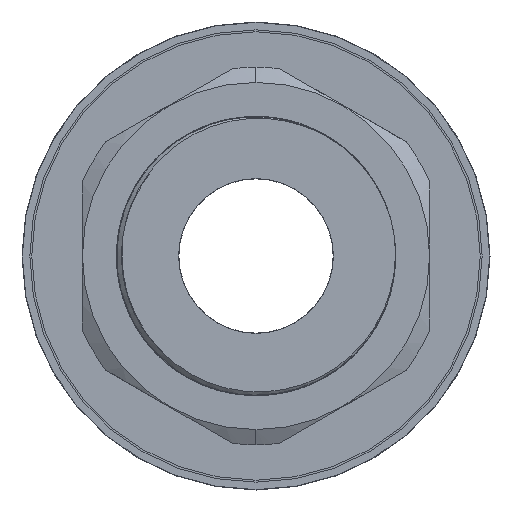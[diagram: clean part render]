
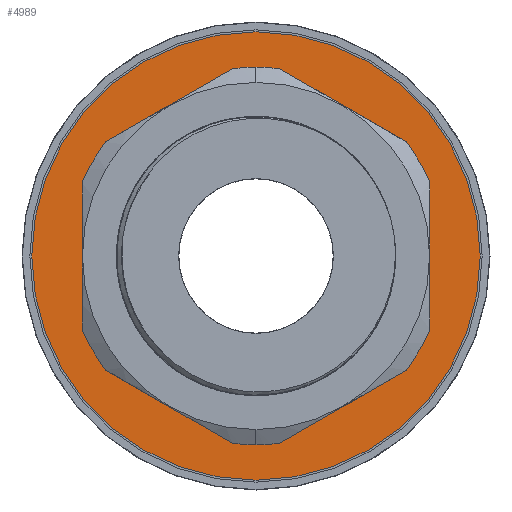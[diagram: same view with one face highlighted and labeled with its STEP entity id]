
A CAD part, front view. The second image highlights one B-rep face of the part: STEP entity #4989.
In plain terms, the highlighted planar face has unit normal (0, -1, 0).
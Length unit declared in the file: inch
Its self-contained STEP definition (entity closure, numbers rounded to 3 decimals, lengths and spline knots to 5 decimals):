
#95 = EDGE_LOOP ( 'NONE', ( #6587, #5538 ) ) ;
#117 = CARTESIAN_POINT ( 'NONE',  ( 0., -0.03937, -0.88583 ) ) ;
#692 = ORIENTED_EDGE ( 'NONE', *, *, #6315, .T. ) ;
#701 = VERTEX_POINT ( 'NONE', #5313 ) ;
#835 = CIRCLE ( 'NONE', #6826, 0.88583 ) ;
#878 = CARTESIAN_POINT ( 'NONE',  ( 0., -0.03937, 0.88583 ) ) ;
#1192 = DIRECTION ( 'NONE',  ( 0., 0., -1. ) ) ;
#1480 = DIRECTION ( 'NONE',  ( 0., -1., 0. ) ) ;
#2372 = DIRECTION ( 'NONE',  ( 0., -1., 0. ) ) ;
#2504 = AXIS2_PLACEMENT_3D ( 'NONE', #6351, #4952, #8219 ) ;
#2610 = VERTEX_POINT ( 'NONE', #117 ) ;
#3229 = AXIS2_PLACEMENT_3D ( 'NONE', #8828, #1480, #4757 ) ;
#3248 = DIRECTION ( 'NONE',  ( 0., 0., 1. ) ) ;
#3622 = EDGE_CURVE ( 'NONE', #701, #4044, #5247, .T. ) ;
#3738 = CIRCLE ( 'NONE', #5116, 1.16929 ) ;
#3936 = CARTESIAN_POINT ( 'NONE',  ( 0., -0.03937, 0. ) ) ;
#4012 = ORIENTED_EDGE ( 'NONE', *, *, #3622, .T. ) ;
#4044 = VERTEX_POINT ( 'NONE', #10512 ) ;
#4291 = EDGE_CURVE ( 'NONE', #9654, #2610, #9231, .T. ) ;
#4659 = EDGE_CURVE ( 'NONE', #2610, #9654, #835, .T. ) ;
#4757 = DIRECTION ( 'NONE',  ( 0., 0., -1. ) ) ;
#4952 = DIRECTION ( 'NONE',  ( 0., -1., 0. ) ) ;
#4989 = ADVANCED_FACE ( 'NONE', ( #8284, #5813 ), #7322, .F. ) ;
#5017 = CARTESIAN_POINT ( 'NONE',  ( -1.16929, -0.03937, 0. ) ) ;
#5116 = AXIS2_PLACEMENT_3D ( 'NONE', #3936, #2372, #5639 ) ;
#5247 = CIRCLE ( 'NONE', #2504, 1.16929 ) ;
#5313 = CARTESIAN_POINT ( 'NONE',  ( 0., -0.03937, -1.16929 ) ) ;
#5538 = ORIENTED_EDGE ( 'NONE', *, *, #4291, .F. ) ;
#5639 = DIRECTION ( 'NONE',  ( 0., 0., -1. ) ) ;
#5813 = FACE_OUTER_BOUND ( 'NONE', #8813, .T. ) ;
#6017 = DIRECTION ( 'NONE',  ( 0., -1., 0. ) ) ;
#6315 = EDGE_CURVE ( 'NONE', #4044, #701, #3738, .T. ) ;
#6351 = CARTESIAN_POINT ( 'NONE',  ( 0., -0.03937, 0. ) ) ;
#6522 = DIRECTION ( 'NONE',  ( 0., 1., 0. ) ) ;
#6587 = ORIENTED_EDGE ( 'NONE', *, *, #4659, .F. ) ;
#6826 = AXIS2_PLACEMENT_3D ( 'NONE', #8384, #6017, #1192 ) ;
#7322 = PLANE ( 'NONE',  #7355 ) ;
#7355 = AXIS2_PLACEMENT_3D ( 'NONE', #5017, #6522, #3248 ) ;
#8219 = DIRECTION ( 'NONE',  ( 0., 0., -1. ) ) ;
#8284 = FACE_BOUND ( 'NONE', #95, .T. ) ;
#8384 = CARTESIAN_POINT ( 'NONE',  ( 0., -0.03937, 0. ) ) ;
#8813 = EDGE_LOOP ( 'NONE', ( #4012, #692 ) ) ;
#8828 = CARTESIAN_POINT ( 'NONE',  ( 0., -0.03937, 0. ) ) ;
#9231 = CIRCLE ( 'NONE', #3229, 0.88583 ) ;
#9654 = VERTEX_POINT ( 'NONE', #878 ) ;
#10512 = CARTESIAN_POINT ( 'NONE',  ( 0., -0.03937, 1.16929 ) ) ;
